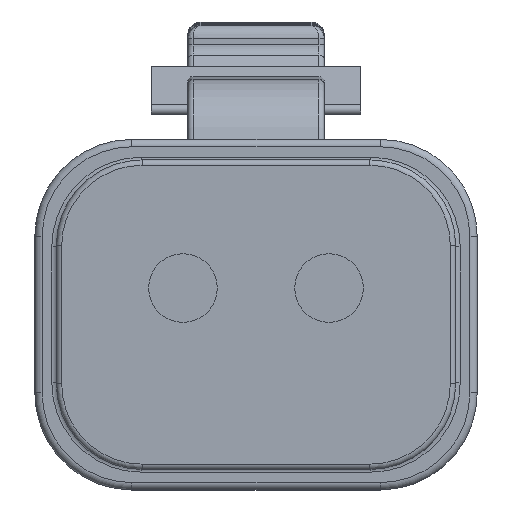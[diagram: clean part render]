
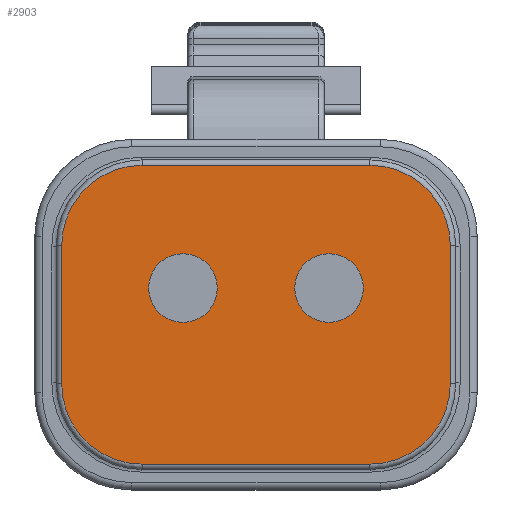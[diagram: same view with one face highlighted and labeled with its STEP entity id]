
A CAD part, front view. The second image highlights one B-rep face of the part: STEP entity #2903.
In plain terms, the highlighted planar face has unit normal (0, -1, 0).
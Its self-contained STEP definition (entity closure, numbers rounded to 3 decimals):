
#2903=ADVANCED_FACE('',(#3834,#3835,#3836),#3650,.F.);
#3650=PLANE('',#17737);
#3834=FACE_BOUND('',#4361,.T.);
#3835=FACE_BOUND('',#4362,.T.);
#3836=FACE_BOUND('',#4363,.T.);
#4361=EDGE_LOOP('',(#8221,#8222,#8223,#8224,#8225,#8226,#8227,#8228));
#4362=EDGE_LOOP('',(#8229));
#4363=EDGE_LOOP('',(#8230));
#5507=CIRCLE('',#17729,1.28);
#5508=CIRCLE('',#17731,1.28);
#5509=CIRCLE('',#17733,3.);
#5510=CIRCLE('',#17734,3.);
#5511=CIRCLE('',#17735,3.);
#5512=CIRCLE('',#17736,3.);
#8221=ORIENTED_EDGE('',*,*,#13846,.T.);
#8222=ORIENTED_EDGE('',*,*,#13847,.T.);
#8223=ORIENTED_EDGE('',*,*,#13848,.T.);
#8224=ORIENTED_EDGE('',*,*,#13849,.T.);
#8225=ORIENTED_EDGE('',*,*,#13850,.T.);
#8226=ORIENTED_EDGE('',*,*,#13851,.T.);
#8227=ORIENTED_EDGE('',*,*,#13852,.T.);
#8228=ORIENTED_EDGE('',*,*,#13853,.T.);
#8229=ORIENTED_EDGE('',*,*,#13845,.F.);
#8230=ORIENTED_EDGE('',*,*,#13844,.F.);
#11932=VERTEX_POINT('',#29231);
#11933=VERTEX_POINT('',#29234);
#11934=VERTEX_POINT('',#29237);
#11935=VERTEX_POINT('',#29238);
#11936=VERTEX_POINT('',#29240);
#11937=VERTEX_POINT('',#29242);
#11938=VERTEX_POINT('',#29244);
#11939=VERTEX_POINT('',#29246);
#11940=VERTEX_POINT('',#29248);
#11941=VERTEX_POINT('',#29250);
#13844=EDGE_CURVE('',#11932,#11932,#5507,.T.);
#13845=EDGE_CURVE('',#11933,#11933,#5508,.T.);
#13846=EDGE_CURVE('',#11934,#11935,#15650,.T.);
#13847=EDGE_CURVE('',#11935,#11936,#5509,.T.);
#13848=EDGE_CURVE('',#11936,#11937,#15651,.T.);
#13849=EDGE_CURVE('',#11937,#11938,#5510,.T.);
#13850=EDGE_CURVE('',#11938,#11939,#15652,.T.);
#13851=EDGE_CURVE('',#11939,#11940,#5511,.T.);
#13852=EDGE_CURVE('',#11940,#11941,#15653,.T.);
#13853=EDGE_CURVE('',#11941,#11934,#5512,.T.);
#15650=LINE('',#29236,#16486);
#15651=LINE('',#29241,#16487);
#15652=LINE('',#29245,#16488);
#15653=LINE('',#29249,#16489);
#16486=VECTOR('',#20786,1.);
#16487=VECTOR('',#20789,1.);
#16488=VECTOR('',#20792,1.);
#16489=VECTOR('',#20795,1.);
#17729=AXIS2_PLACEMENT_3D('',#29230,#20778,#20779);
#17731=AXIS2_PLACEMENT_3D('',#29233,#20782,#20783);
#17733=AXIS2_PLACEMENT_3D('',#29239,#20787,#20788);
#17734=AXIS2_PLACEMENT_3D('',#29243,#20790,#20791);
#17735=AXIS2_PLACEMENT_3D('',#29247,#20793,#20794);
#17736=AXIS2_PLACEMENT_3D('',#29251,#20796,#20797);
#17737=AXIS2_PLACEMENT_3D('',#29252,#20798,#20799);
#20778=DIRECTION('',(0.,-1.,0.));
#20779=DIRECTION('',(1.,0.,0.));
#20782=DIRECTION('',(0.,-1.,0.));
#20783=DIRECTION('',(1.,0.,0.));
#20786=DIRECTION('',(-1.,0.,0.));
#20787=DIRECTION('',(0.,-1.,0.));
#20788=DIRECTION('',(0.,0.,1.));
#20789=DIRECTION('',(0.,0.,-1.));
#20790=DIRECTION('',(0.,-1.,0.));
#20791=DIRECTION('',(0.,0.,1.));
#20792=DIRECTION('',(1.,0.,0.));
#20793=DIRECTION('',(0.,-1.,0.));
#20794=DIRECTION('',(0.,0.,1.));
#20795=DIRECTION('',(0.,0.,1.));
#20796=DIRECTION('',(0.,-1.,0.));
#20797=DIRECTION('',(0.,0.,1.));
#20798=DIRECTION('',(0.,1.,0.));
#20799=DIRECTION('',(0.,0.,1.));
#29230=CARTESIAN_POINT('',(-2.725,0.,0.995));
#29231=CARTESIAN_POINT('',(-1.445,0.,0.995));
#29233=CARTESIAN_POINT('',(2.725,0.,0.995));
#29234=CARTESIAN_POINT('',(4.005,0.,0.995));
#29236=CARTESIAN_POINT('',(4.25,0.,5.575));
#29237=CARTESIAN_POINT('',(4.25,0.,5.575));
#29238=CARTESIAN_POINT('',(-4.25,0.,5.575));
#29239=CARTESIAN_POINT('',(-4.25,0.,2.575));
#29240=CARTESIAN_POINT('',(-7.25,0.,2.575));
#29241=CARTESIAN_POINT('',(-7.25,0.,2.575));
#29242=CARTESIAN_POINT('',(-7.25,0.,-2.575));
#29243=CARTESIAN_POINT('',(-4.25,0.,-2.575));
#29244=CARTESIAN_POINT('',(-4.25,0.,-5.575));
#29245=CARTESIAN_POINT('',(4.25,0.,-5.575));
#29246=CARTESIAN_POINT('',(4.25,0.,-5.575));
#29247=CARTESIAN_POINT('',(4.25,0.,-2.575));
#29248=CARTESIAN_POINT('',(7.25,0.,-2.575));
#29249=CARTESIAN_POINT('',(7.25,0.,2.575));
#29250=CARTESIAN_POINT('',(7.25,0.,2.575));
#29251=CARTESIAN_POINT('',(4.25,0.,2.575));
#29252=CARTESIAN_POINT('',(4.25,0.,2.575));
